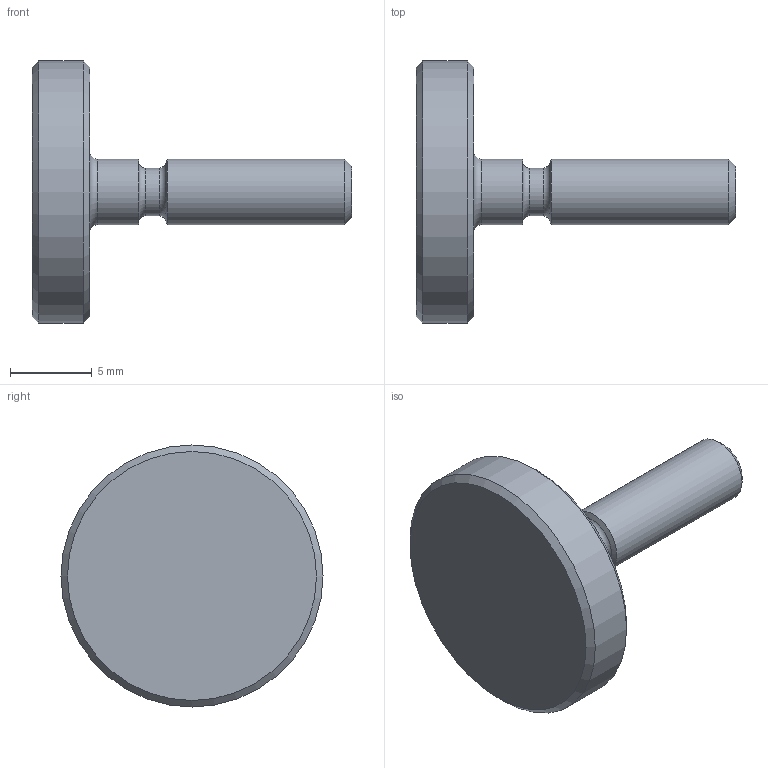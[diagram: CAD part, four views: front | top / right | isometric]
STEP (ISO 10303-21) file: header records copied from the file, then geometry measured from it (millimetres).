
FILE_DESCRIPTION( ( 'STEP AP214' ), '1' );
FILE_NAME( 'K1163.04X16.stp', '2020-12-10T10:35:00', ( '' ), ( '' ), ' ', 'PARTsolutions', ' ' );
FILE_SCHEMA( ( 'AUTOMOTIVE_DESIGN { 1 0 10303 214 1 1 1 1 }' ) );
Length unit declared in the file: millimetre
Products named in the file (1): _K1163.04X16
Bounding box: 19.5 x 16 x 16 mm (x, y, z)
Volume: 887.2 mm3; surface area: 751.4 mm2
Topology: 1 solids, 1 shells, 15 faces, 25 edges, 14 vertices
Faces by surface type: cone 4, cylinder 4, plane 4, torus 3
Full cylindrical faces by diameter (mm): 2.9 x1, 4 x2, 16 x1
Entity records: 430 total; most frequent: DIRECTION 60, CARTESIAN_POINT 44, AXIS2_PLACEMENT_3D 30, EDGE_LOOP 28, ORIENTED_EDGE 28, FACE_OUTER_BOUND 22, STYLED_ITEM 15, PRESENTATION_STYLE_ASSIGNMENT 15
